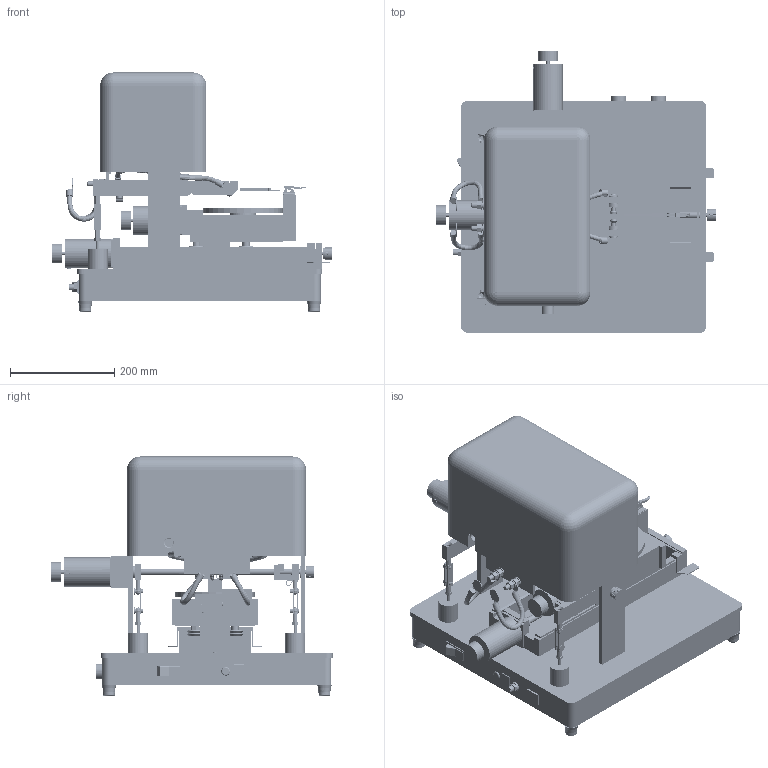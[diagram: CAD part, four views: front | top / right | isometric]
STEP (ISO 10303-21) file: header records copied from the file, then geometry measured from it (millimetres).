
FILE_DESCRIPTION(/* description */ (''),/* implementation_level */ '2;1');
FILE_NAME(/* name */ '4-39367-01.stp',/* time_stamp */ '2017-10-18T10:52:38-07:00',/* author */ ('Dvega'),/* organization */ (''),/* preprocessor_version */ 'ST-DEVELOPER v16.1',/* originating_system */ 'Autodesk Inventor 2016',/* authorisation */ '');
FILE_SCHEMA (('AUTOMOTIVE_DESIGN { 1 0 10303 214 3 1 1 }'));
Products named in the file (1): 39367_Shrinkwrap_1
Bounding box: 535.76 x 539.21 x 458.03 mm (x, y, z)
Volume: 8297549.4 mm3; surface area: 2105206.7 mm2
Topology: 5 solids, 7 shells, 7183 faces, 19996 edges, 13079 vertices
Faces by surface type: plane 4725, cylinder 2021, torus 160, bspline 143, cone 127, sphere 7
Full cylindrical faces by diameter (mm): 0.35 x4, 0.4 x74, 0.5 x10, 0.6 x15, 0.7 x2, 0.75 x2, 1 x10, 1.143 x15, 1.321 x15, 2.356 x1, 2.5 x4, 2.529 x4, 2.54 x8, 2.693 x1, 2.794 x4, 2.896 x1, 2.905 x4, 3.3 x1, 3.81 x1, 3.897 x3, 4.445 x2, 4.497 x6, 4.572 x1, 4.75 x1, 5.08 x5, 5.156 x2, 5.25 x2, 5.3 x4, 6.337 x1, 6.35 x14
Entity records: 257315 total; most frequent: CARTESIAN_POINT 66714, ORIENTED_EDGE 38558, DIRECTION 37067, EDGE_CURVE 19279, LINE 13687, VECTOR 13687, VERTEX_POINT 12908, AXIS2_PLACEMENT_3D 11690
